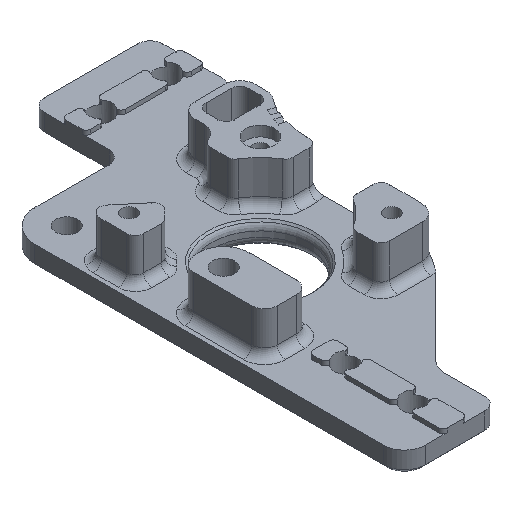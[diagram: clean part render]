
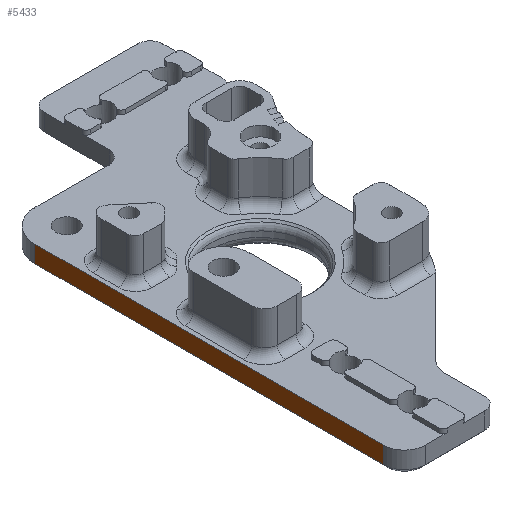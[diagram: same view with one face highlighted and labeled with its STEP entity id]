
A CAD part, isometric view. The second image highlights one B-rep face of the part: STEP entity #5433.
In plain terms, the highlighted planar face has unit normal (-1, 0, 0).
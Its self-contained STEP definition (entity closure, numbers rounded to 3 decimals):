
#164=PLANE('',#5873);
#527=LINE('',#8966,#1001);
#579=LINE('',#9385,#1053);
#580=LINE('',#9387,#1054);
#581=LINE('',#9388,#1055);
#1001=VECTOR('',#6746,1000.);
#1053=VECTOR('',#6954,1000.);
#1054=VECTOR('',#6955,1000.);
#1055=VECTOR('',#6956,1000.);
#1446=FACE_OUTER_BOUND('',#1785,.T.);
#1785=EDGE_LOOP('',(#4325,#4326,#4327,#4328));
#2523=VERTEX_POINT('',#8963);
#2524=VERTEX_POINT('',#8965);
#2573=VERTEX_POINT('',#9384);
#2574=VERTEX_POINT('',#9386);
#3124=EDGE_CURVE('',#2524,#2523,#527,.T.);
#3215=EDGE_CURVE('',#2573,#2523,#579,.T.);
#3216=EDGE_CURVE('',#2574,#2573,#580,.T.);
#3217=EDGE_CURVE('',#2524,#2574,#581,.T.);
#4325=ORIENTED_EDGE('',*,*,#3215,.F.);
#4326=ORIENTED_EDGE('',*,*,#3216,.F.);
#4327=ORIENTED_EDGE('',*,*,#3217,.F.);
#4328=ORIENTED_EDGE('',*,*,#3124,.T.);
#5433=ADVANCED_FACE('',(#1446),#164,.F.);
#5873=AXIS2_PLACEMENT_3D('',#9383,#6952,#6953);
#6746=DIRECTION('',(0.,-1.,0.));
#6952=DIRECTION('center_axis',(1.,0.,0.));
#6953=DIRECTION('ref_axis',(0.,0.,-1.));
#6954=DIRECTION('',(0.,0.,-1.));
#6955=DIRECTION('',(0.,-1.,0.));
#6956=DIRECTION('',(0.,0.,1.));
#8963=CARTESIAN_POINT('',(-20.5,-68.023,-47.306));
#8965=CARTESIAN_POINT('',(-20.5,14.151,-47.306));
#8966=CARTESIAN_POINT('',(-20.5,-5.498,-47.306));
#9383=CARTESIAN_POINT('Origin',(-20.5,14.151,-43.306));
#9384=CARTESIAN_POINT('',(-20.5,-68.023,-43.306));
#9385=CARTESIAN_POINT('',(-20.5,-68.023,-43.306));
#9386=CARTESIAN_POINT('',(-20.5,14.151,-43.306));
#9387=CARTESIAN_POINT('',(-20.5,-25.147,-43.306));
#9388=CARTESIAN_POINT('',(-20.5,14.151,-43.306));
